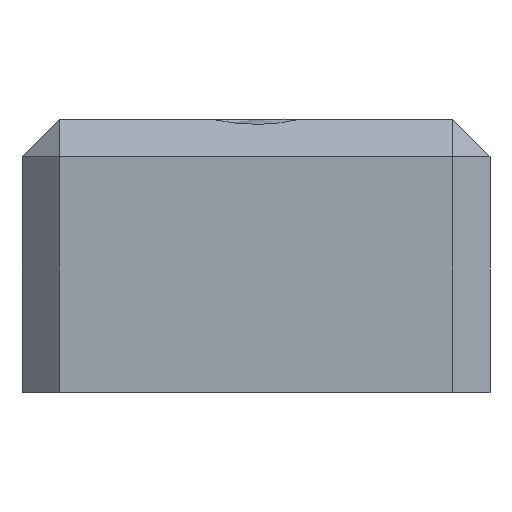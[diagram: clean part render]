
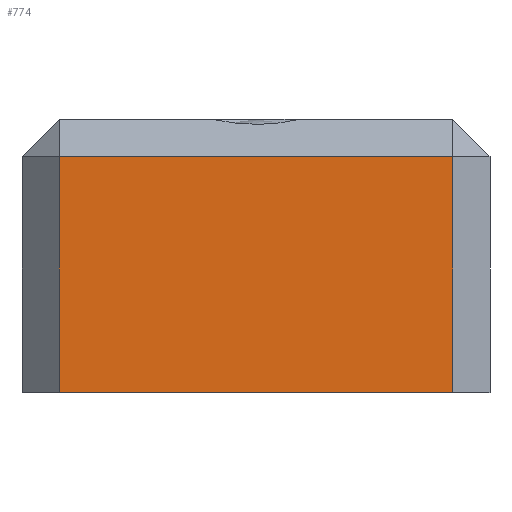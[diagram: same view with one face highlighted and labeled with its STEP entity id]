
A CAD part, left-side view. The second image highlights one B-rep face of the part: STEP entity #774.
In plain terms, the highlighted planar face has unit normal (-1, 0, 0).
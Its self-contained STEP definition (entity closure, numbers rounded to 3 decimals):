
#58=PLANE('',#845);
#103=FACE_OUTER_BOUND('',#150,.T.);
#150=EDGE_LOOP('',(#682,#683,#684,#685));
#161=LINE('',#1081,#252);
#193=LINE('',#1168,#284);
#225=LINE('',#1234,#316);
#242=LINE('',#1265,#333);
#252=VECTOR('',#870,10.);
#284=VECTOR('',#944,10.);
#316=VECTOR('',#1006,10.);
#333=VECTOR('',#1037,10.);
#359=VERTEX_POINT('',#1078);
#360=VERTEX_POINT('',#1080);
#385=VERTEX_POINT('',#1165);
#404=VERTEX_POINT('',#1232);
#425=EDGE_CURVE('',#360,#359,#161,.T.);
#465=EDGE_CURVE('',#385,#360,#193,.T.);
#497=EDGE_CURVE('',#404,#359,#225,.T.);
#514=EDGE_CURVE('',#404,#385,#242,.T.);
#682=ORIENTED_EDGE('',*,*,#497,.F.);
#683=ORIENTED_EDGE('',*,*,#514,.T.);
#684=ORIENTED_EDGE('',*,*,#465,.T.);
#685=ORIENTED_EDGE('',*,*,#425,.T.);
#774=ADVANCED_FACE('',(#103),#58,.T.);
#845=AXIS2_PLACEMENT_3D('',#1264,#1035,#1036);
#870=DIRECTION('',(0.,1.,0.));
#944=DIRECTION('',(0.,0.,1.));
#1006=DIRECTION('',(0.,0.,1.));
#1035=DIRECTION('center_axis',(-1.,0.,0.));
#1036=DIRECTION('ref_axis',(0.,-1.,0.));
#1037=DIRECTION('',(0.,-1.,0.));
#1078=CARTESIAN_POINT('',(0.,2.21,1.21));
#1080=CARTESIAN_POINT('',(0.,0.19,1.21));
#1081=CARTESIAN_POINT('',(0.,0.6,1.21));
#1165=CARTESIAN_POINT('',(0.,0.19,0.));
#1168=CARTESIAN_POINT('',(0.,0.19,0.));
#1232=CARTESIAN_POINT('',(0.,2.21,0.));
#1234=CARTESIAN_POINT('',(0.,2.21,0.));
#1264=CARTESIAN_POINT('Origin',(0.,2.4,0.));
#1265=CARTESIAN_POINT('',(0.,2.4,0.));
